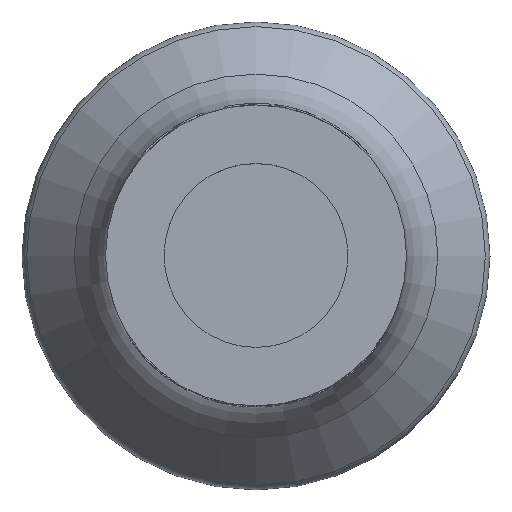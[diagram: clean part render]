
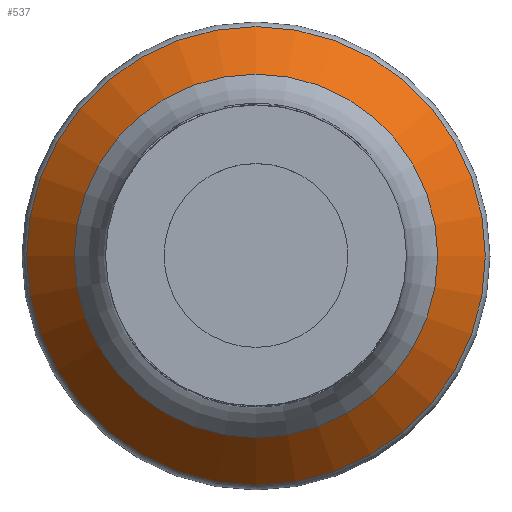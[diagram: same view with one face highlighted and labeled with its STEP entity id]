
A CAD part, top view. The second image highlights one B-rep face of the part: STEP entity #537.
In plain terms, the highlighted conical face has half-angle 40 degrees and reference radius 9 mm.
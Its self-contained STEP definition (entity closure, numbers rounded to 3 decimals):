
#537 = ADVANCED_FACE( '', ( #1179, #1180 ), #1181, .T. );
#1179 = FACE_BOUND( '', #4468, .T. );
#1180 = FACE_OUTER_BOUND( '', #4469, .T. );
#1181 = CONICAL_SURFACE( '', #4470, 9., 0.698 );
#4468 = EDGE_LOOP( '', ( #7272 ) );
#4469 = EDGE_LOOP( '', ( #7273 ) );
#4470 = AXIS2_PLACEMENT_3D( '', #7274, #7275, #7276 );
#7272 = ORIENTED_EDGE( '', *, *, #7944, .T. );
#7273 = ORIENTED_EDGE( '', *, *, #8402, .T. );
#7274 = CARTESIAN_POINT( '', ( 0., 0., 24.337 ) );
#7275 = DIRECTION( '', ( 0., 0., -1. ) );
#7276 = DIRECTION( '', ( -1., 0., 0. ) );
#7944 = EDGE_CURVE( '', #8887, #8887, #8888, .T. );
#8402 = EDGE_CURVE( '', #9519, #9519, #9520, .T. );
#8887 = VERTEX_POINT( '', #10827 );
#8888 = CIRCLE( '', #10828, 10.872 );
#9519 = VERTEX_POINT( '', #13007 );
#9520 = CIRCLE( '', #13008, 13.719 );
#10827 = CARTESIAN_POINT( '', ( -10.872, 0., 22.106 ) );
#10828 = AXIS2_PLACEMENT_3D( '', #13442, #13443, #13444 );
#13007 = CARTESIAN_POINT( '', ( 13.719, 0., 18.713 ) );
#13008 = AXIS2_PLACEMENT_3D( '', #13643, #13644, #13645 );
#13442 = CARTESIAN_POINT( '', ( 0., 0., 22.106 ) );
#13443 = DIRECTION( '', ( 0., 0., -1. ) );
#13444 = DIRECTION( '', ( -1., 0., 0. ) );
#13643 = CARTESIAN_POINT( '', ( 0., 0., 18.713 ) );
#13644 = DIRECTION( '', ( 0., 0., 1. ) );
#13645 = DIRECTION( '', ( 1., 0., 0. ) );
